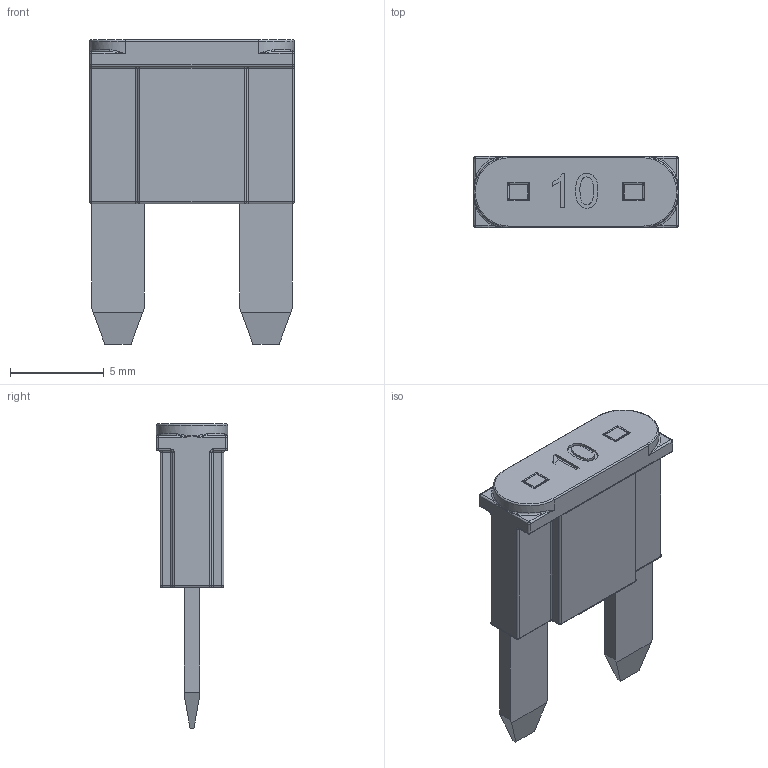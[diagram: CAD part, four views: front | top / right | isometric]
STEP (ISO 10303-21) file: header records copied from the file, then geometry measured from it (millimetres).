
FILE_DESCRIPTION(/* description */ (''),/* implementation_level */ '2;1');
FILE_NAME(/* name */ 'MINI Blade Type_10A.step',/* time_stamp */ '2020-06-23T09:29:48+02:00',/* author */ (''),/* organization */ (''),/* preprocessor_version */ 'ST-DEVELOPER v18.1',/* originating_system */ 'Autodesk Translation Framework v9.3.0.1241',/* authorisation */ '');
FILE_SCHEMA (('AUTOMOTIVE_DESIGN { 1 0 10303 214 3 1 1 }'));
Length unit declared in the file: inch
Products named in the file (1): MINI Blade Type_10A
Bounding box: 10.9 x 3.8 x 16.24 mm (x, y, z)
Volume: 229.5 mm3; surface area: 788.2 mm2
Topology: 2 solids, 2 shells, 255 faces, 648 edges, 382 vertices
Faces by surface type: cylinder 86, plane 83, bspline 48, sphere 20, torus 18
Full cylindrical faces by diameter (mm): 1.016 x8
Entity records: 8496 total; most frequent: CARTESIAN_POINT 2651, ORIENTED_EDGE 1262, DIRECTION 1107, EDGE_CURVE 631, AXIS2_PLACEMENT_3D 387, VERTEX_POINT 382, LINE 333, VECTOR 333
